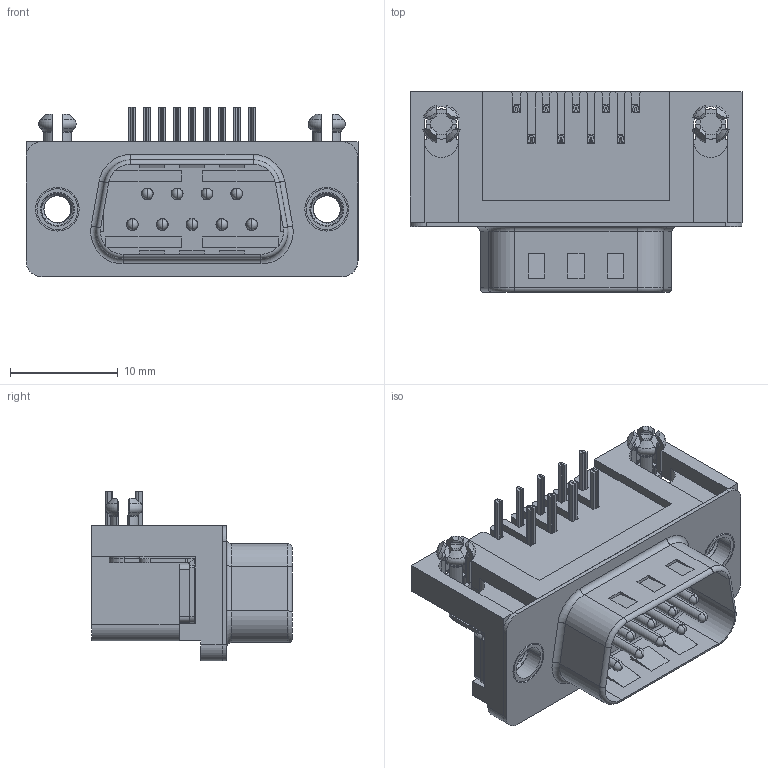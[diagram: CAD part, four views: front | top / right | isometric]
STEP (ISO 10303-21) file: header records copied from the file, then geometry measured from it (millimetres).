
FILE_DESCRIPTION((''),'2;1');
FILE_NAME('107-09147241101-A1_ASM','2017-11-14T',('admin'),(''),'PRO/ENGINEER BY PARAMETRIC TECHNOLOGY CORPORATION, 2009280','PRO/ENGINEER BY PARAMETRIC TECHNOLOGY CORPORATION, 2009280','');
FILE_SCHEMA(('CONFIG_CONTROL_DESIGN'));
Length unit declared in the file: millimetre
Products named in the file (8): MALE; SHELL; COVER; TERMINAL-22; TERMINAL-11; YUCHA; CLINTNUT-7; 107-09147241101-A1_ASM
Assembly tree (16 placements, depth 2):
  107-09147241101-A1_ASM
    MALE
    SHELL
    COVER
    TERMINAL-22  x5
    TERMINAL-11  x4
    YUCHA  x2
    CLINTNUT-7  x2
Bounding box: 30.8 x 18.6 x 15.75 mm (x, y, z)
Volume: 2880.1 mm3; surface area: 5938.7 mm2
Topology: 20 solids, 20 shells, 1261 faces, 3120 edges, 1844 vertices
Faces by surface type: plane 601, cylinder 294, bspline 166, cone 102, torus 62, sphere 36
Entity records: 22680 total; most frequent: CARTESIAN_POINT 7401, ORIENTED_EDGE 3180, DIRECTION 3043, EDGE_CURVE 1590, VECTOR 1065, LINE 1065, VERTEX_POINT 990, AXIS2_PLACEMENT_3D 989
